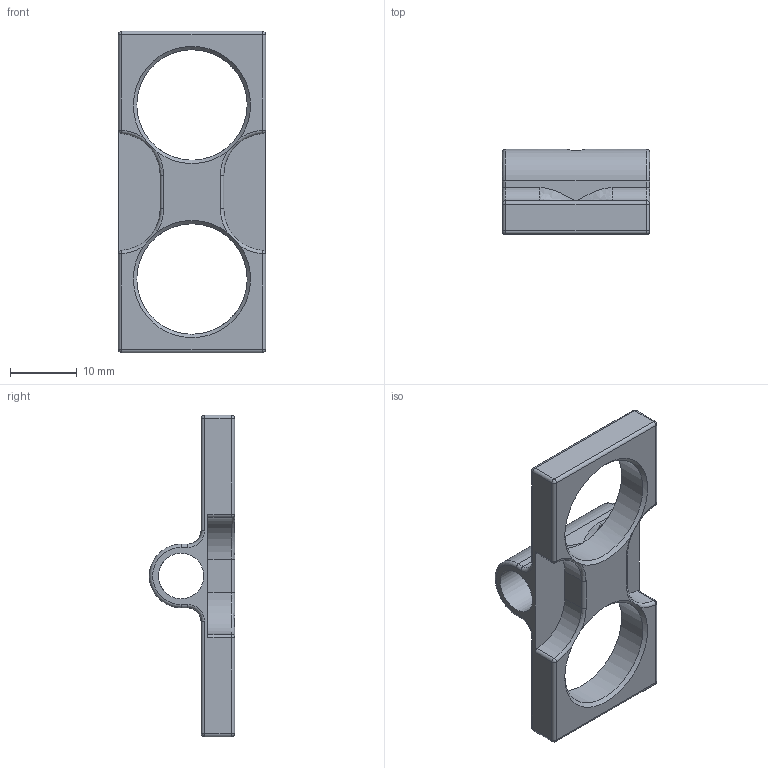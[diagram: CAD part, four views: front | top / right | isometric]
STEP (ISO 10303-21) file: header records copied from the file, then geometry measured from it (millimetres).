
FILE_DESCRIPTION(/* description */ (''),/* implementation_level */ '2;1');
FILE_NAME(/* name */ 'v2sensormount.stp',/* time_stamp */ '2024-01-15T16:50:53-06:00',/* author */ ('Eric'),/* organization */ (''),/* preprocessor_version */ 'ST-DEVELOPER v20',/* originating_system */ 'Autodesk Inventor 2024',/* authorisation */ '');
FILE_SCHEMA (('AUTOMOTIVE_DESIGN { 1 0 10303 214 3 1 1 }'));
Length unit declared in the file: millimetre
Products named in the file (1): v2sensormount
Bounding box: 22 x 12.75 x 48 mm (x, y, z)
Volume: 2994.3 mm3; surface area: 3179.7 mm2
Topology: 1 solids, 1 shells, 82 faces, 198 edges, 110 vertices
Faces by surface type: cylinder 39, plane 15, sphere 12, torus 10, bspline 4, cone 2
Full cylindrical faces by diameter (mm): 2.8 x1, 6.8 x1, 16.5 x2
Entity records: 2675 total; most frequent: CARTESIAN_POINT 699, DIRECTION 446, ORIENTED_EDGE 388, EDGE_CURVE 194, AXIS2_PLACEMENT_3D 185, VERTEX_POINT 110, CIRCLE 106, EDGE_LOOP 86
